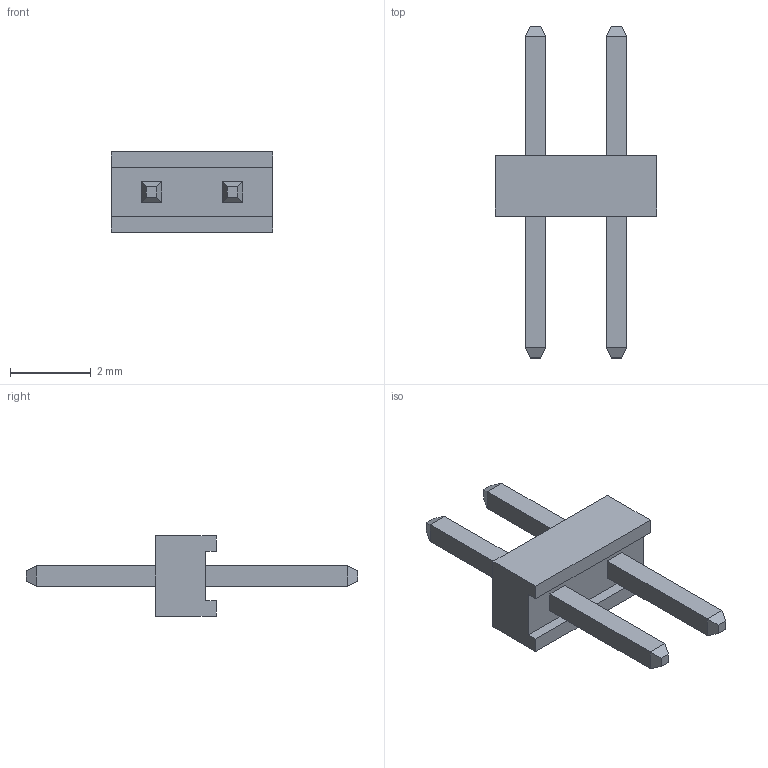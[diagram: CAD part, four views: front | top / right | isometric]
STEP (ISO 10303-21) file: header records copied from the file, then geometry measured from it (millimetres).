
FILE_DESCRIPTION( ( 'STEP AP214' ), '1' );
FILE_NAME( 'TMM-102-01-L-S.stp', '2019-03-21T12:46:46', ( '' ), ( '' ), ' ', 'PARTsolutions', ' ' );
FILE_SCHEMA( ( 'AUTOMOTIVE_DESIGN { 1 0 10303 214 1 1 1 1 }' ) );
Length unit declared in the file: inch
Products named in the file (4): TMM-102-01-L-S; _TMM-102-01-L-S_body; _TMM-102-01-L-S_pins1; _TMM-102-01-L-S_pins2
Assembly tree (3 placements, depth 2):
  TMM-102-01-L-S
    _TMM-102-01-L-S_body
    _TMM-102-01-L-S_pins1
    _TMM-102-01-L-S_pins2
Bounding box: 4 x 8.2 x 1.98 mm (x, y, z)
Volume: 15.1 mm3; surface area: 83.5 mm2
Topology: 3 solids, 3 shells, 64 faces, 152 edges, 96 vertices
Faces by surface type: plane 64
Entity records: 2378 total; most frequent: CARTESIAN_POINT 316, ORIENTED_EDGE 304, DIRECTION 288, EDGE_CURVE 152, LINE 152, VECTOR 152, VERTEX_POINT 96, EDGE_LOOP 70
